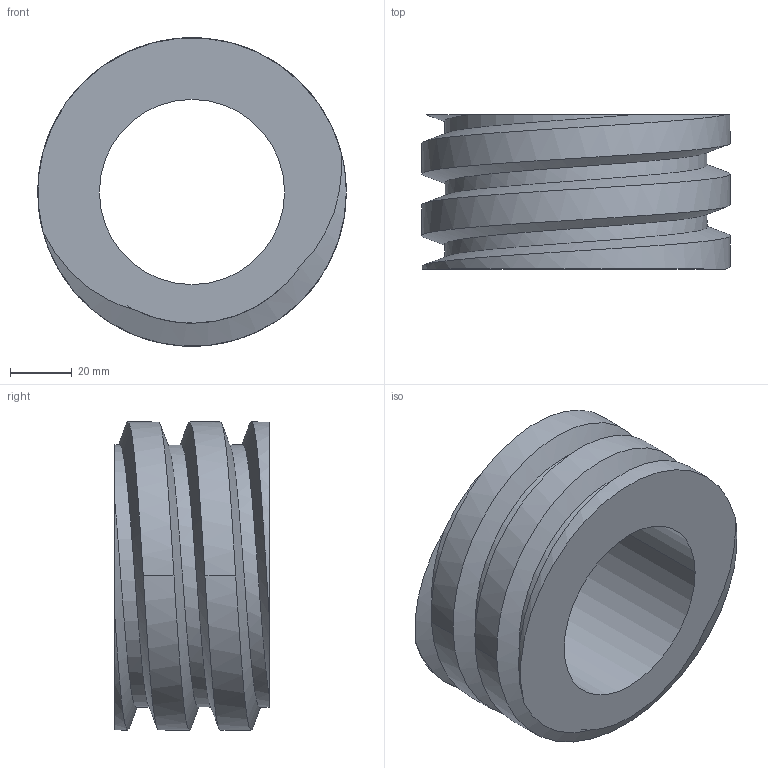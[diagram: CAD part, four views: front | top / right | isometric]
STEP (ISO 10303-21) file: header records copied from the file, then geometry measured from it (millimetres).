
FILE_DESCRIPTION(('produced by SPATIAL CORP'),'2;1');
FILE_NAME( 'speedometer.prt.hh.sat.stp','2002-04-19T14:13:32+00:00',('SPATIAL CORP'),('SPATIAL CORP'), 'ACIS STEP Husk','http://www.spatial.com','SPATIAL CORP');
FILE_SCHEMA(('CONFIG_CONTROL_DESIGN'));
Length unit declared in the file: millimetre
Products named in the file (1): PRODUCT_ID_1
Bounding box: 100 x 50 x 99.99 mm (x, y, z)
Volume: 211255.8 mm3; surface area: 40377.3 mm2
Topology: 1 solids, 1 shells, 12 faces, 31 edges, 21 vertices
Faces by surface type: cylinder 7, bspline 3, plane 2
Entity records: 2366 total; most frequent: CARTESIAN_POINT 2061, ORIENTED_EDGE 62, EDGE_CURVE 31, DIRECTION 26, VERTEX_POINT 21, EDGE_LOOP 14, FACE_BOUND 14, ADVANCED_FACE 12
